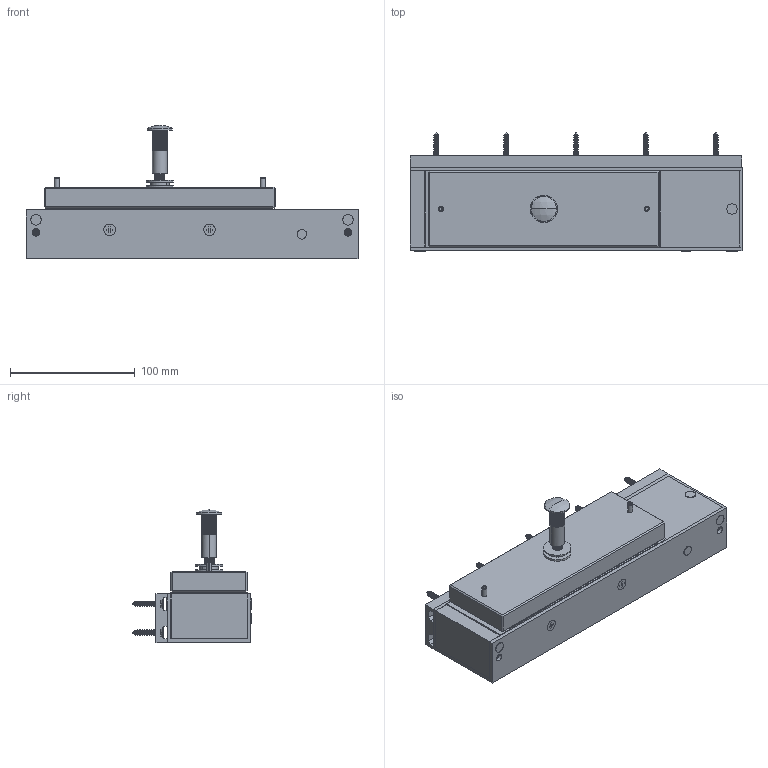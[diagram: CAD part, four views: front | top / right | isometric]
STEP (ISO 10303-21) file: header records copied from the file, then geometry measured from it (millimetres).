
FILE_DESCRIPTION (( 'STEP AP214' ), '1' );
FILE_NAME ('EF550.step', '2021-07-29T14:13:43', ( '' ), ( '' ), 'SwSTEP 2.0', 'SolidWorks 2020', '' );
FILE_SCHEMA (( 'AUTOMOTIVE_DESIGN' ));
Length unit declared in the file: millimetre
Products named in the file (19): Tapping screw DIN 7982-ST4.2x25-C-H-S-7; Group1; FP0100-JOINT M8-1; Tapping screw DIN 7982-ST4.2x25-C-H-S-10; Tapping screw DIN 7982-ST4.2x25-C-H-S-4; Tapping screw DIN 7982-ST4.2x25-C-H-S-2; Tapping screw DIN 7982-ST4.2x25-C-H-S-3; FP0098-MUSHROOM NUT-1; Tapping screw DIN 7982-ST4.2x25-C-H-S-6; Tapping screw DIN 7982-ST4.2x25-C-H-S-1; FP0097-SCREW LOW PROFILE HEAD M8 x35-1; Tapping screw DIN 7982-ST4.2x25-C-H-S-5; Group3; ef550-PLATINE DE FIXATION EF550-1; EF550; Tapping screw DIN 7982-ST4.2x25-C-H-S-9; FP0099-WASHER M8-1; Tapping screw DIN 7982-ST4.2x25-C-H-S-8; FP0099-WASHER M8-2
Assembly tree (18 placements, depth 2):
  EF550
    Group1
    Group3
    Tapping screw DIN 7982-ST4.2x25-C-H-S-3
    Tapping screw DIN 7982-ST4.2x25-C-H-S-5
    Tapping screw DIN 7982-ST4.2x25-C-H-S-7
    Tapping screw DIN 7982-ST4.2x25-C-H-S-9
    Tapping screw DIN 7982-ST4.2x25-C-H-S-1
    ef550-PLATINE DE FIXATION EF550-1
    Tapping screw DIN 7982-ST4.2x25-C-H-S-2
    Tapping screw DIN 7982-ST4.2x25-C-H-S-4
    Tapping screw DIN 7982-ST4.2x25-C-H-S-6
    Tapping screw DIN 7982-ST4.2x25-C-H-S-8
    Tapping screw DIN 7982-ST4.2x25-C-H-S-10
    FP0099-WASHER M8-1
    FP0100-JOINT M8-1
    FP0099-WASHER M8-2
    FP0098-MUSHROOM NUT-1
    FP0097-SCREW LOW PROFILE HEAD M8 x35-1
Bounding box: 266 x 95.81 x 106.7 mm (x, y, z)
Volume: 850643.7 mm3; surface area: 166910.2 mm2
Topology: 18 solids, 18 shells, 2157 faces, 5230 edges, 3061 vertices
Faces by surface type: cone 1047, cylinder 751, plane 301, torus 56, sphere 2
Entity records: 68610 total; most frequent: DIRECTION 11740, CARTESIAN_POINT 11605, ORIENTED_EDGE 10404, EDGE_CURVE 5202, AXIS2_PLACEMENT_3D 4654, VERTEX_POINT 3061, CIRCLE 2476, LINE 2432
